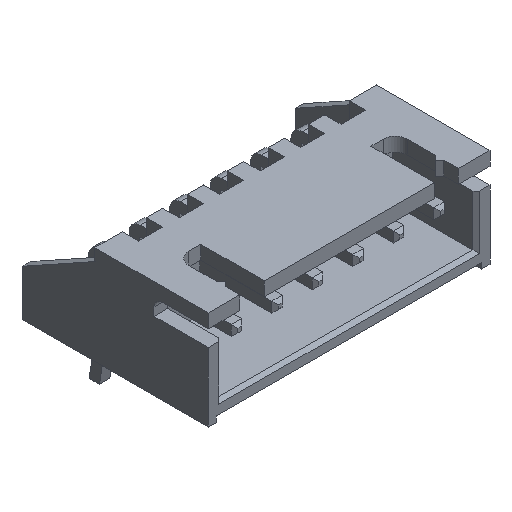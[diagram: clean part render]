
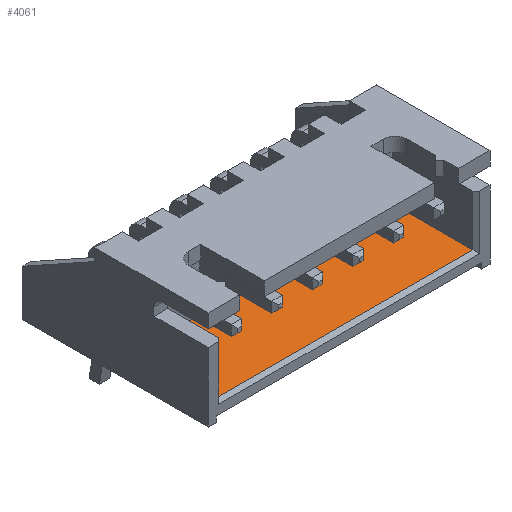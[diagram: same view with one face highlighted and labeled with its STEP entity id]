
A CAD part, isometric view. The second image highlights one B-rep face of the part: STEP entity #4061.
In plain terms, the highlighted planar face has unit normal (0, 0, 1).
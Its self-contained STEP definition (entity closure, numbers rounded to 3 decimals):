
#127 = PLANE('',#128);
#128 = AXIS2_PLACEMENT_3D('',#129,#130,#131);
#129 = CARTESIAN_POINT('',(14.1,-9.2,1.1));
#130 = DIRECTION('',(1.,0.,0.));
#131 = DIRECTION('',(0.,0.,1.));
#206 = PLANE('',#207);
#207 = AXIS2_PLACEMENT_3D('',#208,#209,#210);
#208 = CARTESIAN_POINT('',(-1.6,-9.1,1.));
#209 = DIRECTION('',(0.,-0.707,0.707
));
#210 = DIRECTION('',(1.,0.,0.));
#514 = VERTEX_POINT('',#515);
#515 = CARTESIAN_POINT('',(14.1,-9.,1.1));
#811 = EDGE_CURVE('',#514,#812,#814,.T.);
#812 = VERTEX_POINT('',#813);
#813 = CARTESIAN_POINT('',(14.1,-4.05,1.1));
#814 = SURFACE_CURVE('',#815,(#819,#826),.PCURVE_S1.);
#815 = LINE('',#816,#817);
#816 = CARTESIAN_POINT('',(14.1,-9.2,1.1));
#817 = VECTOR('',#818,1.);
#818 = DIRECTION('',(0.,1.,0.));
#819 = PCURVE('',#127,#820);
#820 = DEFINITIONAL_REPRESENTATION('',(#821),#825);
#821 = LINE('',#822,#823);
#822 = CARTESIAN_POINT('',(0.,0.));
#823 = VECTOR('',#824,1.);
#824 = DIRECTION('',(0.,-1.));
#825 = ( GEOMETRIC_REPRESENTATION_CONTEXT(2)
PARAMETRIC_REPRESENTATION_CONTEXT() REPRESENTATION_CONTEXT('2D SPACE',''
) );
#826 = PCURVE('',#827,#832);
#827 = PLANE('',#828);
#828 = AXIS2_PLACEMENT_3D('',#829,#830,#831);
#829 = CARTESIAN_POINT('',(-1.6,-9.2,1.1));
#830 = DIRECTION('',(0.,0.,-1.));
#831 = DIRECTION('',(1.,0.,0.));
#832 = DEFINITIONAL_REPRESENTATION('',(#833),#837);
#833 = LINE('',#834,#835);
#834 = CARTESIAN_POINT('',(15.7,0.));
#835 = VECTOR('',#836,1.);
#836 = DIRECTION('',(0.,-1.));
#837 = ( GEOMETRIC_REPRESENTATION_CONTEXT(2)
PARAMETRIC_REPRESENTATION_CONTEXT() REPRESENTATION_CONTEXT('2D SPACE',''
) );
#855 = PLANE('',#856);
#856 = AXIS2_PLACEMENT_3D('',#857,#858,#859);
#857 = CARTESIAN_POINT('',(14.1,-4.05,5.25));
#858 = DIRECTION('',(0.,1.,0.));
#859 = DIRECTION('',(1.,0.,0.));
#964 = VERTEX_POINT('',#965);
#965 = CARTESIAN_POINT('',(-1.6,-9.,1.1));
#988 = EDGE_CURVE('',#964,#514,#989,.T.);
#989 = SURFACE_CURVE('',#990,(#994,#1001),.PCURVE_S1.);
#990 = LINE('',#991,#992);
#991 = CARTESIAN_POINT('',(-1.6,-9.,1.1));
#992 = VECTOR('',#993,1.);
#993 = DIRECTION('',(1.,0.,0.));
#994 = PCURVE('',#206,#995);
#995 = DEFINITIONAL_REPRESENTATION('',(#996),#1000);
#996 = LINE('',#997,#998);
#997 = CARTESIAN_POINT('',(0.,0.141));
#998 = VECTOR('',#999,1.);
#999 = DIRECTION('',(1.,0.));
#1000 = ( GEOMETRIC_REPRESENTATION_CONTEXT(2)
PARAMETRIC_REPRESENTATION_CONTEXT() REPRESENTATION_CONTEXT('2D SPACE',''
) );
#1001 = PCURVE('',#827,#1002);
#1002 = DEFINITIONAL_REPRESENTATION('',(#1003),#1007);
#1003 = LINE('',#1004,#1005);
#1004 = CARTESIAN_POINT('',(0.,-0.2));
#1005 = VECTOR('',#1006,1.);
#1006 = DIRECTION('',(1.,0.));
#1007 = ( GEOMETRIC_REPRESENTATION_CONTEXT(2)
PARAMETRIC_REPRESENTATION_CONTEXT() REPRESENTATION_CONTEXT('2D SPACE',''
) );
#1051 = PLANE('',#1052);
#1052 = AXIS2_PLACEMENT_3D('',#1053,#1054,#1055);
#1053 = CARTESIAN_POINT('',(-1.6,-9.2,5.25));
#1054 = DIRECTION('',(-1.,0.,0.));
#1055 = DIRECTION('',(0.,0.,-1.));
#4061 = ADVANCED_FACE('',(#4062),#827,.F.);
#4062 = FACE_BOUND('',#4063,.F.);
#4063 = EDGE_LOOP('',(#4064,#4087,#4108,#4109));
#4064 = ORIENTED_EDGE('',*,*,#4065,.T.);
#4065 = EDGE_CURVE('',#964,#4066,#4068,.T.);
#4066 = VERTEX_POINT('',#4067);
#4067 = CARTESIAN_POINT('',(-1.6,-4.05,1.1));
#4068 = SURFACE_CURVE('',#4069,(#4073,#4080),.PCURVE_S1.);
#4069 = LINE('',#4070,#4071);
#4070 = CARTESIAN_POINT('',(-1.6,-9.2,1.1));
#4071 = VECTOR('',#4072,1.);
#4072 = DIRECTION('',(0.,1.,0.));
#4073 = PCURVE('',#827,#4074);
#4074 = DEFINITIONAL_REPRESENTATION('',(#4075),#4079);
#4075 = LINE('',#4076,#4077);
#4076 = CARTESIAN_POINT('',(0.,0.));
#4077 = VECTOR('',#4078,1.);
#4078 = DIRECTION('',(0.,-1.));
#4079 = ( GEOMETRIC_REPRESENTATION_CONTEXT(2)
PARAMETRIC_REPRESENTATION_CONTEXT() REPRESENTATION_CONTEXT('2D SPACE',''
) );
#4080 = PCURVE('',#1051,#4081);
#4081 = DEFINITIONAL_REPRESENTATION('',(#4082),#4086);
#4082 = LINE('',#4083,#4084);
#4083 = CARTESIAN_POINT('',(4.15,0.));
#4084 = VECTOR('',#4085,1.);
#4085 = DIRECTION('',(0.,-1.));
#4086 = ( GEOMETRIC_REPRESENTATION_CONTEXT(2)
PARAMETRIC_REPRESENTATION_CONTEXT() REPRESENTATION_CONTEXT('2D SPACE',''
) );
#4087 = ORIENTED_EDGE('',*,*,#4088,.T.);
#4088 = EDGE_CURVE('',#4066,#812,#4089,.T.);
#4089 = SURFACE_CURVE('',#4090,(#4094,#4101),.PCURVE_S1.);
#4090 = LINE('',#4091,#4092);
#4091 = CARTESIAN_POINT('',(-1.6,-4.05,1.1));
#4092 = VECTOR('',#4093,1.);
#4093 = DIRECTION('',(1.,0.,0.));
#4094 = PCURVE('',#827,#4095);
#4095 = DEFINITIONAL_REPRESENTATION('',(#4096),#4100);
#4096 = LINE('',#4097,#4098);
#4097 = CARTESIAN_POINT('',(0.,-5.15));
#4098 = VECTOR('',#4099,1.);
#4099 = DIRECTION('',(1.,0.));
#4100 = ( GEOMETRIC_REPRESENTATION_CONTEXT(2)
PARAMETRIC_REPRESENTATION_CONTEXT() REPRESENTATION_CONTEXT('2D SPACE',''
) );
#4101 = PCURVE('',#855,#4102);
#4102 = DEFINITIONAL_REPRESENTATION('',(#4103),#4107);
#4103 = LINE('',#4104,#4105);
#4104 = CARTESIAN_POINT('',(-15.7,4.15));
#4105 = VECTOR('',#4106,1.);
#4106 = DIRECTION('',(1.,0.));
#4107 = ( GEOMETRIC_REPRESENTATION_CONTEXT(2)
PARAMETRIC_REPRESENTATION_CONTEXT() REPRESENTATION_CONTEXT('2D SPACE',''
) );
#4108 = ORIENTED_EDGE('',*,*,#811,.F.);
#4109 = ORIENTED_EDGE('',*,*,#988,.F.);
